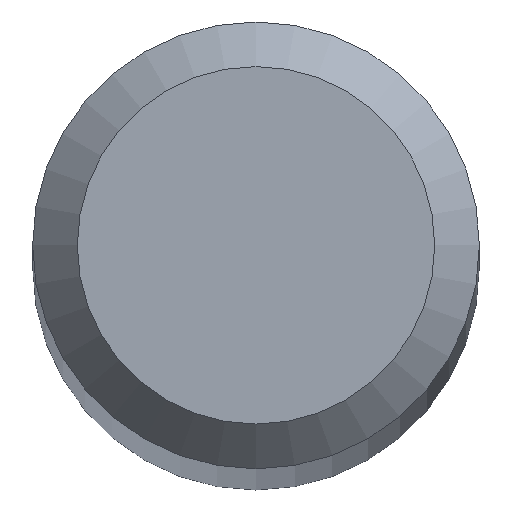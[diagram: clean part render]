
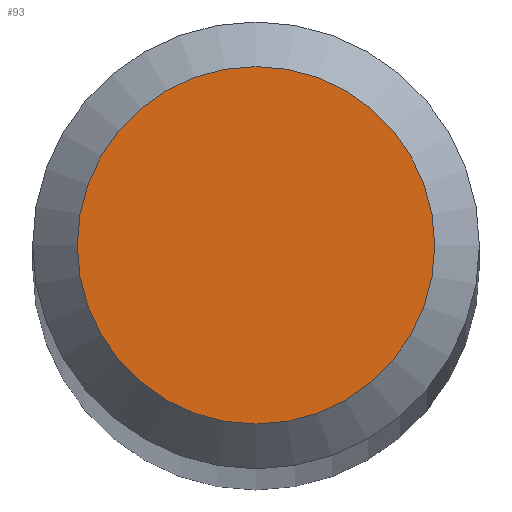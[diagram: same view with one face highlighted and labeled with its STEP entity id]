
A CAD part, top view. The second image highlights one B-rep face of the part: STEP entity #93.
In plain terms, the highlighted planar face has unit normal (0, 0, 1).
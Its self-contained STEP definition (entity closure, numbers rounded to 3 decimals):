
#28 = CARTESIAN_POINT ( 'NONE',  ( 0., 0., 30. ) ) ;
#47 = PLANE ( 'NONE',  #110 ) ;
#49 = AXIS2_PLACEMENT_3D ( 'NONE', #87, #70, #238 ) ;
#70 = DIRECTION ( 'NONE',  ( 0., 0., -1. ) ) ;
#87 = CARTESIAN_POINT ( 'NONE',  ( 0., 0., 30. ) ) ;
#93 = ADVANCED_FACE ( 'NONE', ( #160 ), #47, .F. ) ;
#107 = EDGE_CURVE ( 'NONE', #186, #186, #240, .T. ) ;
#110 = AXIS2_PLACEMENT_3D ( 'NONE', #28, #111, #145 ) ;
#111 = DIRECTION ( 'NONE',  ( 0., 0., -1. ) ) ;
#129 = EDGE_LOOP ( 'NONE', ( #189 ) ) ;
#145 = DIRECTION ( 'NONE',  ( 0., 1., 0. ) ) ;
#160 = FACE_OUTER_BOUND ( 'NONE', #129, .T. ) ;
#186 = VERTEX_POINT ( 'NONE', #226 ) ;
#189 = ORIENTED_EDGE ( 'NONE', *, *, #107, .F. ) ;
#226 = CARTESIAN_POINT ( 'NONE',  ( 0., 0.4, 30. ) ) ;
#238 = DIRECTION ( 'NONE',  ( 0., 1., 0. ) ) ;
#240 = CIRCLE ( 'NONE', #49, 0.4 ) ;
